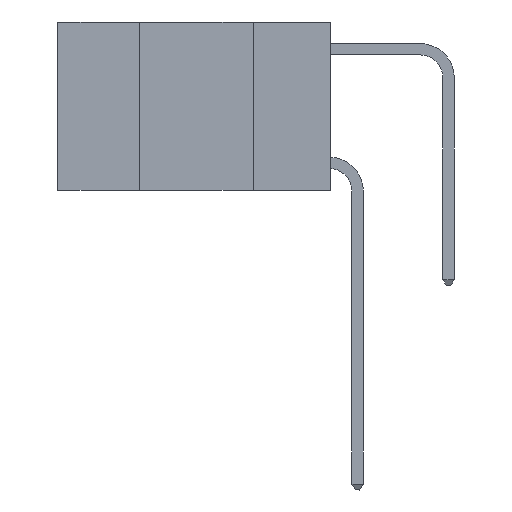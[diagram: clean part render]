
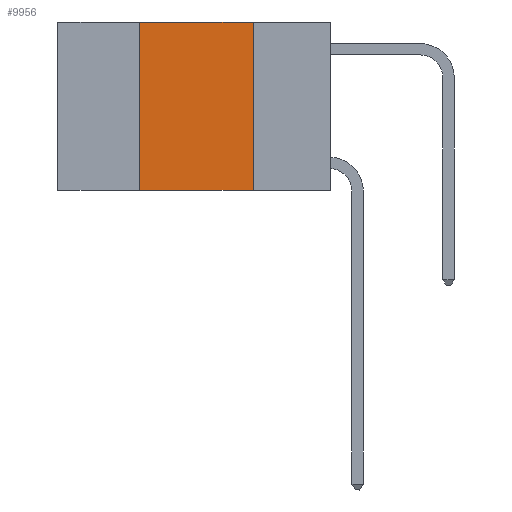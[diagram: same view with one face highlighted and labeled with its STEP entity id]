
A CAD part, left-side view. The second image highlights one B-rep face of the part: STEP entity #9956.
In plain terms, the highlighted planar face has unit normal (-1, 0, 0).
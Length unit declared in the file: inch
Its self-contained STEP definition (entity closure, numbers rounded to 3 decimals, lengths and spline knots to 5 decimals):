
#32 = PLANE ( 'NONE',  #6424 ) ;
#120 = ORIENTED_EDGE ( 'NONE', *, *, #13745, .F. ) ;
#147 = ORIENTED_EDGE ( 'NONE', *, *, #1360, .F. ) ;
#838 = CARTESIAN_POINT ( 'NONE',  ( 0., 0.42, -0.37 ) ) ;
#888 = LINE ( 'NONE', #6629, #10772 ) ;
#1360 = EDGE_CURVE ( 'NONE', #12101, #3943, #11219, .T. ) ;
#1937 = LINE ( 'NONE', #3891, #4250 ) ;
#2023 = DIRECTION ( 'NONE',  ( 0., 0., -1. ) ) ;
#2598 = EDGE_CURVE ( 'NONE', #6879, #12101, #1937, .T. ) ;
#2749 = CARTESIAN_POINT ( 'NONE',  ( 0., 0.17, 0. ) ) ;
#3730 = CARTESIAN_POINT ( 'NONE',  ( 0., 0.17, -0.37 ) ) ;
#3891 = CARTESIAN_POINT ( 'NONE',  ( 0., 0.6, 0. ) ) ;
#3943 = VERTEX_POINT ( 'NONE', #3730 ) ;
#4127 = VERTEX_POINT ( 'NONE', #838 ) ;
#4202 = CARTESIAN_POINT ( 'NONE',  ( 0., 0.17, 0. ) ) ;
#4250 = VECTOR ( 'NONE', #11627, 39.37008 ) ;
#4287 = VECTOR ( 'NONE', #11217, 39.37008 ) ;
#4336 = EDGE_LOOP ( 'NONE', ( #147, #9038, #120, #11863 ) ) ;
#5078 = VECTOR ( 'NONE', #13878, 39.37008 ) ;
#6424 = AXIS2_PLACEMENT_3D ( 'NONE', #7139, #8605, #2023 ) ;
#6629 = CARTESIAN_POINT ( 'NONE',  ( 0., 0.6, -0.37 ) ) ;
#6879 = VERTEX_POINT ( 'NONE', #9567 ) ;
#7008 = DIRECTION ( 'NONE',  ( 0., -1., 0. ) ) ;
#7139 = CARTESIAN_POINT ( 'NONE',  ( 0., 0.6, 0. ) ) ;
#7793 = FACE_OUTER_BOUND ( 'NONE', #4336, .T. ) ;
#8412 = CARTESIAN_POINT ( 'NONE',  ( 0., 0.42, 0. ) ) ;
#8605 = DIRECTION ( 'NONE',  ( 1., 0., 0. ) ) ;
#9038 = ORIENTED_EDGE ( 'NONE', *, *, #2598, .F. ) ;
#9381 = EDGE_CURVE ( 'NONE', #4127, #3943, #888, .T. ) ;
#9567 = CARTESIAN_POINT ( 'NONE',  ( 0., 0.42, 0. ) ) ;
#9638 = LINE ( 'NONE', #8412, #5078 ) ;
#9956 = ADVANCED_FACE ( 'NONE', ( #7793 ), #32, .F. ) ;
#10772 = VECTOR ( 'NONE', #7008, 39.37008 ) ;
#11217 = DIRECTION ( 'NONE',  ( 0., 0., -1. ) ) ;
#11219 = LINE ( 'NONE', #2749, #4287 ) ;
#11627 = DIRECTION ( 'NONE',  ( 0., -1., 0. ) ) ;
#11863 = ORIENTED_EDGE ( 'NONE', *, *, #9381, .T. ) ;
#12101 = VERTEX_POINT ( 'NONE', #4202 ) ;
#13745 = EDGE_CURVE ( 'NONE', #4127, #6879, #9638, .T. ) ;
#13878 = DIRECTION ( 'NONE',  ( 0., 0., 1. ) ) ;
